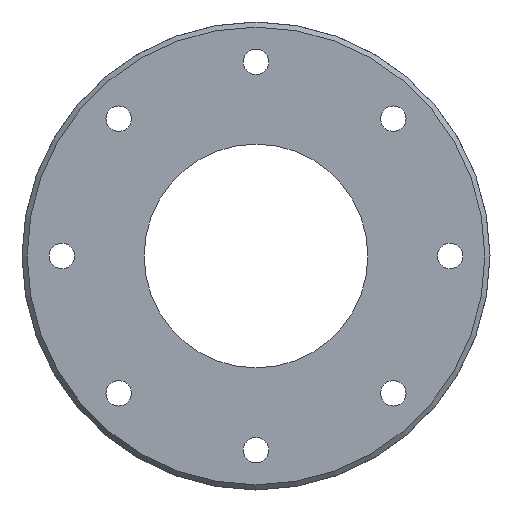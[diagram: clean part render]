
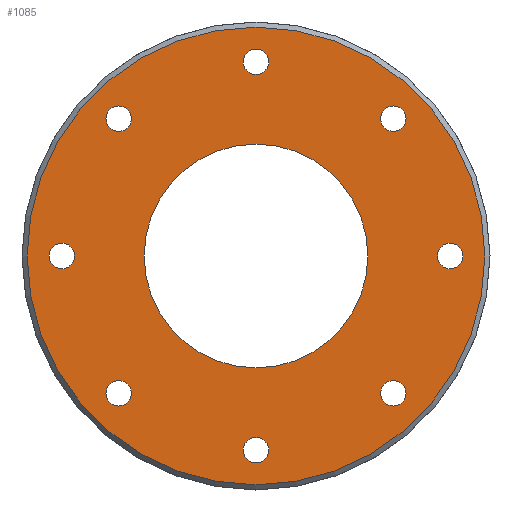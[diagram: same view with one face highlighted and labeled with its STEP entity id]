
A CAD part, front view. The second image highlights one B-rep face of the part: STEP entity #1085.
In plain terms, the highlighted planar face has unit normal (0, -1, 0).
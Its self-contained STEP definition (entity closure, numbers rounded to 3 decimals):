
#16=FACE_BOUND('',#206,.T.);
#17=FACE_BOUND('',#207,.T.);
#18=FACE_BOUND('',#208,.T.);
#19=FACE_BOUND('',#209,.T.);
#20=FACE_BOUND('',#210,.T.);
#21=FACE_BOUND('',#211,.T.);
#22=FACE_BOUND('',#212,.T.);
#23=FACE_BOUND('',#213,.T.);
#24=FACE_BOUND('',#214,.T.);
#97=PLANE('',#1235);
#146=FACE_OUTER_BOUND('',#205,.T.);
#205=EDGE_LOOP('',(#882));
#206=EDGE_LOOP('',(#883));
#207=EDGE_LOOP('',(#884));
#208=EDGE_LOOP('',(#885));
#209=EDGE_LOOP('',(#886));
#210=EDGE_LOOP('',(#887));
#211=EDGE_LOOP('',(#888));
#212=EDGE_LOOP('',(#889));
#213=EDGE_LOOP('',(#890));
#214=EDGE_LOOP('',(#891));
#395=CIRCLE('',#1128,1.25);
#403=CIRCLE('',#1140,1.25);
#411=CIRCLE('',#1152,1.25);
#419=CIRCLE('',#1164,1.25);
#428=CIRCLE('',#1179,1.25);
#436=CIRCLE('',#1191,1.25);
#444=CIRCLE('',#1203,1.25);
#452=CIRCLE('',#1215,1.25);
#465=CIRCLE('',#1234,22.5);
#466=CIRCLE('',#1236,11.);
#490=VERTEX_POINT('',#1646);
#498=VERTEX_POINT('',#1670);
#506=VERTEX_POINT('',#1694);
#514=VERTEX_POINT('',#1718);
#523=VERTEX_POINT('',#1752);
#531=VERTEX_POINT('',#1776);
#539=VERTEX_POINT('',#1800);
#547=VERTEX_POINT('',#1824);
#559=VERTEX_POINT('',#1860);
#560=VERTEX_POINT('',#1864);
#588=EDGE_CURVE('',#490,#490,#395,.T.);
#600=EDGE_CURVE('',#498,#498,#403,.T.);
#612=EDGE_CURVE('',#506,#506,#411,.T.);
#624=EDGE_CURVE('',#514,#514,#419,.T.);
#637=EDGE_CURVE('',#523,#523,#428,.T.);
#649=EDGE_CURVE('',#531,#531,#436,.T.);
#661=EDGE_CURVE('',#539,#539,#444,.T.);
#673=EDGE_CURVE('',#547,#547,#452,.T.);
#692=EDGE_CURVE('',#559,#559,#465,.T.);
#693=EDGE_CURVE('',#560,#560,#466,.T.);
#882=ORIENTED_EDGE('',*,*,#692,.F.);
#883=ORIENTED_EDGE('',*,*,#588,.T.);
#884=ORIENTED_EDGE('',*,*,#600,.T.);
#885=ORIENTED_EDGE('',*,*,#612,.T.);
#886=ORIENTED_EDGE('',*,*,#624,.T.);
#887=ORIENTED_EDGE('',*,*,#637,.T.);
#888=ORIENTED_EDGE('',*,*,#649,.T.);
#889=ORIENTED_EDGE('',*,*,#661,.T.);
#890=ORIENTED_EDGE('',*,*,#673,.T.);
#891=ORIENTED_EDGE('',*,*,#693,.T.);
#1085=ADVANCED_FACE('',(#146,#16,#17,#18,#19,#20,#21,#22,#23,#24),#97,.T.);
#1128=AXIS2_PLACEMENT_3D('',#1648,#1298,#1299);
#1140=AXIS2_PLACEMENT_3D('',#1672,#1326,#1327);
#1152=AXIS2_PLACEMENT_3D('',#1696,#1354,#1355);
#1164=AXIS2_PLACEMENT_3D('',#1720,#1382,#1383);
#1179=AXIS2_PLACEMENT_3D('',#1753,#1415,#1416);
#1191=AXIS2_PLACEMENT_3D('',#1777,#1443,#1444);
#1203=AXIS2_PLACEMENT_3D('',#1801,#1471,#1472);
#1215=AXIS2_PLACEMENT_3D('',#1825,#1499,#1500);
#1234=AXIS2_PLACEMENT_3D('',#1862,#1543,#1544);
#1235=AXIS2_PLACEMENT_3D('',#1863,#1545,#1546);
#1236=AXIS2_PLACEMENT_3D('',#1865,#1547,#1548);
#1298=DIRECTION('center_axis',(0.,1.,0.));
#1299=DIRECTION('ref_axis',(-1.,0.,0.));
#1326=DIRECTION('center_axis',(0.,1.,0.));
#1327=DIRECTION('ref_axis',(-1.,0.,0.));
#1354=DIRECTION('center_axis',(0.,1.,0.));
#1355=DIRECTION('ref_axis',(-1.,0.,0.));
#1382=DIRECTION('center_axis',(0.,1.,0.));
#1383=DIRECTION('ref_axis',(-1.,0.,0.));
#1415=DIRECTION('center_axis',(0.,1.,0.));
#1416=DIRECTION('ref_axis',(0.,0.,-1.));
#1443=DIRECTION('center_axis',(0.,1.,0.));
#1444=DIRECTION('ref_axis',(0.,0.,-1.));
#1471=DIRECTION('center_axis',(0.,1.,0.));
#1472=DIRECTION('ref_axis',(0.,0.,-1.));
#1499=DIRECTION('center_axis',(0.,1.,0.));
#1500=DIRECTION('ref_axis',(0.,0.,-1.));
#1543=DIRECTION('center_axis',(0.,1.,0.));
#1544=DIRECTION('ref_axis',(0.,0.,-1.));
#1545=DIRECTION('center_axis',(0.,-1.,0.));
#1546=DIRECTION('ref_axis',(0.,0.,-1.));
#1547=DIRECTION('center_axis',(0.,1.,0.));
#1548=DIRECTION('ref_axis',(1.,0.,0.));
#1646=CARTESIAN_POINT('',(1.25,-4.665,19.092));
#1648=CARTESIAN_POINT('Origin',(0.,-4.665,
19.092));
#1670=CARTESIAN_POINT('',(1.25,-4.665,-19.092));
#1672=CARTESIAN_POINT('Origin',(0.,-4.665,-19.092));
#1694=CARTESIAN_POINT('',(-17.842,-4.665,0.));
#1696=CARTESIAN_POINT('Origin',(-19.092,-4.665,0.));
#1718=CARTESIAN_POINT('',(20.342,-4.665,0.));
#1720=CARTESIAN_POINT('Origin',(19.092,-4.665,0.));
#1752=CARTESIAN_POINT('',(-13.5,-4.665,14.75));
#1753=CARTESIAN_POINT('Origin',(-13.5,-4.665,13.5));
#1776=CARTESIAN_POINT('',(-13.5,-4.665,-12.25));
#1777=CARTESIAN_POINT('Origin',(-13.5,-4.665,-13.5));
#1800=CARTESIAN_POINT('',(13.5,-4.665,14.75));
#1801=CARTESIAN_POINT('Origin',(13.5,-4.665,13.5));
#1824=CARTESIAN_POINT('',(13.5,-4.665,-12.25));
#1825=CARTESIAN_POINT('Origin',(13.5,-4.665,-13.5));
#1860=CARTESIAN_POINT('',(0.,-4.665,22.5));
#1862=CARTESIAN_POINT('Origin',(0.,-4.665,0.));
#1863=CARTESIAN_POINT('Origin',(0.,-4.665,23.));
#1864=CARTESIAN_POINT('',(0.,-4.665,-11.));
#1865=CARTESIAN_POINT('Origin',(0.,-4.665,0.));
